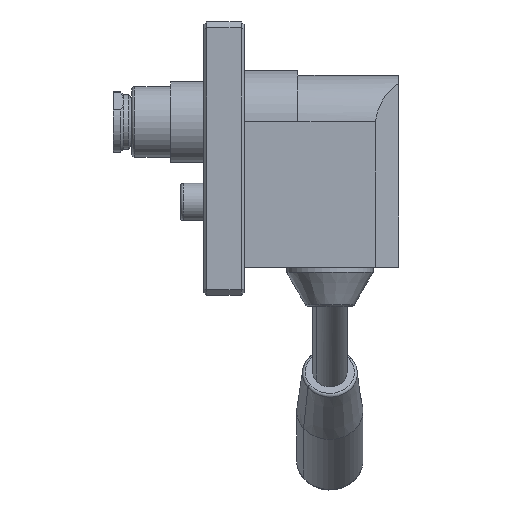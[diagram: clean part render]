
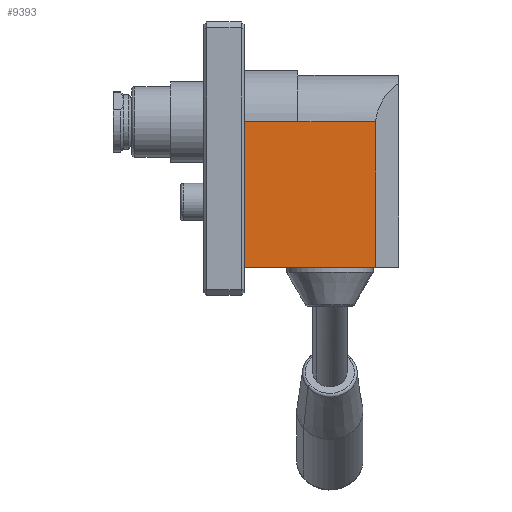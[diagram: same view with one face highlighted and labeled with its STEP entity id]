
A CAD part, front view. The second image highlights one B-rep face of the part: STEP entity #9393.
In plain terms, the highlighted planar face has unit normal (0, -1, 0).
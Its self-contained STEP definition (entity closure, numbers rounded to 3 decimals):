
#828=LINE('',#12106,#1558);
#830=LINE('',#12114,#1560);
#835=LINE('',#12125,#1565);
#837=LINE('',#12129,#1567);
#839=LINE('',#12132,#1569);
#1558=VECTOR('',#10481,10.);
#1560=VECTOR('',#10491,10.);
#1565=VECTOR('',#10502,10.);
#1567=VECTOR('',#10506,10.);
#1569=VECTOR('',#10510,10.);
#2406=FACE_OUTER_BOUND('',#2941,.T.);
#2941=EDGE_LOOP('',(#6034,#6035,#6036,#6037,#6038));
#3699=VERTEX_POINT('',#12098);
#3702=VERTEX_POINT('',#12104);
#3704=VERTEX_POINT('',#12112);
#3707=VERTEX_POINT('',#12124);
#3708=VERTEX_POINT('',#12128);
#4612=EDGE_CURVE('',#3699,#3702,#828,.T.);
#4616=EDGE_CURVE('',#3702,#3704,#830,.T.);
#4621=EDGE_CURVE('',#3699,#3707,#835,.T.);
#4623=EDGE_CURVE('',#3708,#3707,#837,.T.);
#4625=EDGE_CURVE('',#3708,#3704,#839,.T.);
#6034=ORIENTED_EDGE('',*,*,#4612,.T.);
#6035=ORIENTED_EDGE('',*,*,#4616,.T.);
#6036=ORIENTED_EDGE('',*,*,#4625,.F.);
#6037=ORIENTED_EDGE('',*,*,#4623,.T.);
#6038=ORIENTED_EDGE('',*,*,#4621,.F.);
#8625=PLANE('',#9981);
#9393=ADVANCED_FACE('',(#2406),#8625,.T.);
#9981=AXIS2_PLACEMENT_3D('',#12131,#10508,#10509);
#10481=DIRECTION('',(-1.,0.,0.));
#10491=DIRECTION('',(-1.,0.,0.));
#10502=DIRECTION('',(0.,0.,-1.));
#10506=DIRECTION('',(1.,0.,0.));
#10508=DIRECTION('center_axis',(0.,-1.,0.));
#10509=DIRECTION('ref_axis',(0.,0.,-1.));
#10510=DIRECTION('',(0.,0.,1.));
#12098=CARTESIAN_POINT('',(45.7,-17.8,12.8));
#12104=CARTESIAN_POINT('',(18.7,-17.8,12.8));
#12106=CARTESIAN_POINT('',(0.,-17.8,12.8));
#12112=CARTESIAN_POINT('',(0.,-17.8,12.8));
#12114=CARTESIAN_POINT('',(0.,-17.8,12.8));
#12124=CARTESIAN_POINT('',(45.7,-17.8,-37.7));
#12125=CARTESIAN_POINT('',(45.7,-17.8,13.525));
#12128=CARTESIAN_POINT('',(0.,-17.8,-37.7));
#12129=CARTESIAN_POINT('',(0.,-17.8,-37.7));
#12131=CARTESIAN_POINT('Origin',(0.,-17.8,30.6));
#12132=CARTESIAN_POINT('',(0.,-17.8,15.3));
